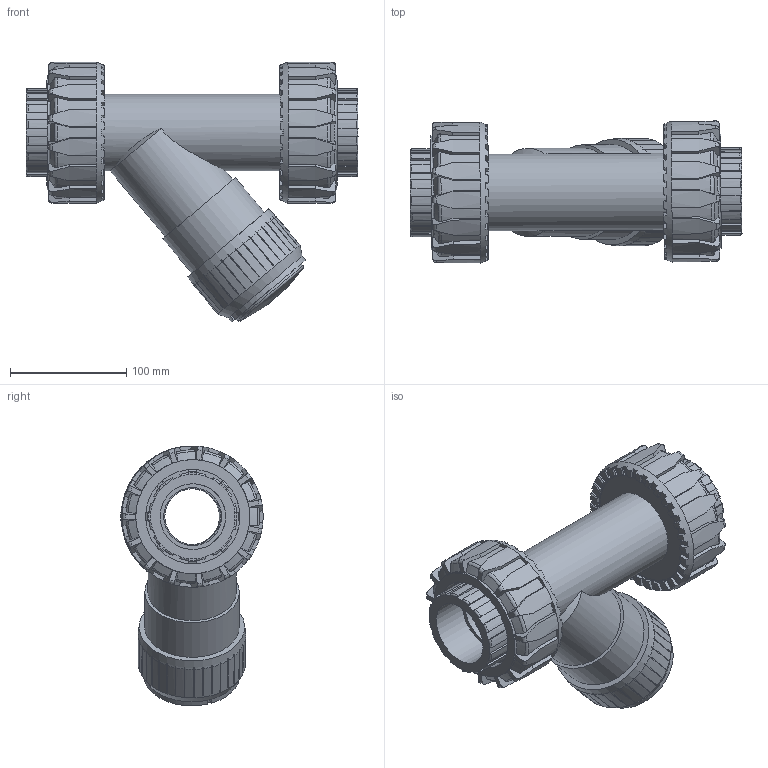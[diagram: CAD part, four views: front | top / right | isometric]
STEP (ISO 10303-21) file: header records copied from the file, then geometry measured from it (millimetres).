
FILE_DESCRIPTION(/* description */ (''),/* implementation_level */ '2;1');
FILE_NAME(/* name */ 'RVUFT200E.iam.stp',/* time_stamp */ '2013-10-01T10:22:21+02:00',/* author */ ('bfaro'),/* organization */ (''),/* preprocessor_version */ 'ST-DEVELOPER v15.2',/* originating_system */ 'Autodesk Inventor 2014',/* authorisation */ '');
FILE_SCHEMA (('AUTOMOTIVE_DESIGN { 1 0 10303 214 3 1 1 }'));
Length unit declared in the file: millimetre
Products named in the file (5): cassa RVU-T 63; ENDFV200; NTVKD063V; Coperchio RV 63; RVUFT200E
Bounding box: 285.94 x 122.45 x 223.78 mm (x, y, z)
Volume: 1684343.2 mm3; surface area: 315628.8 mm2
Topology: 6 solids, 6 shells, 1105 faces, 3088 edges, 2005 vertices
Faces by surface type: plane 758, cylinder 217, torus 93, cone 36, sphere 1
Full cylindrical faces by diameter (mm): 47 x1, 48 x1, 50 x2, 56.6 x2, 62 x1, 66 x1, 73.9 x1, 76 x1, 81.3 x2, 81.534 x1, 90.1 x2, 92.5 x1, 98.3 x2, 99 x2, 99.3 x2, 101.3 x2
Entity records: 21404 total; most frequent: CARTESIAN_POINT 4616, DIRECTION 3628, ORIENTED_EDGE 3546, EDGE_CURVE 1757, AXIS2_PLACEMENT_3D 1378, VERTEX_POINT 1155, LINE 872, VECTOR 872
